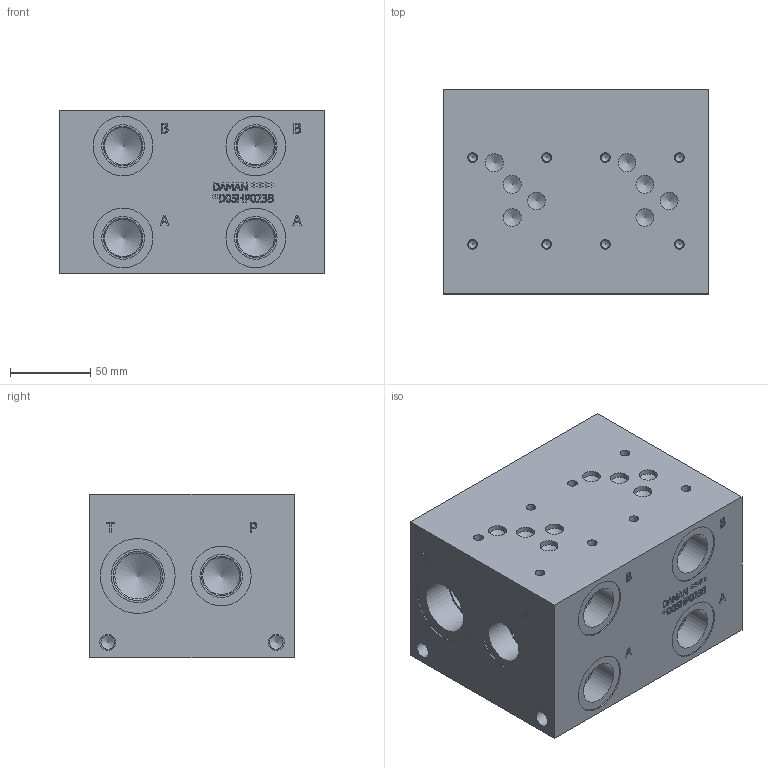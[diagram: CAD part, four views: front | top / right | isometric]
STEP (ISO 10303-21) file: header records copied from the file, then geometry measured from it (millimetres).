
FILE_DESCRIPTION(/* description */ (''),/* implementation_level */ '2;1');
FILE_NAME(/* name */ '_D05HP023B.stp',/* time_stamp */ '2021-06-23T15:43:17-04:00',/* author */ ('anthonyv'),/* organization */ (''),/* preprocessor_version */ 'ST-DEVELOPER v18.1',/* originating_system */ 'Autodesk Inventor 2021',/* authorisation */ '');
FILE_SCHEMA (('AUTOMOTIVE_DESIGN { 1 0 10303 214 3 1 1 }'));
Length unit declared in the file: millimetre
Products named in the file (1): Part_AD05HP023B_3D
Bounding box: 165.1 x 127 x 101.6 mm (x, y, z)
Volume: 1963206.5 mm3; surface area: 129450.6 mm2
Topology: 1 solids, 1 shells, 599 faces, 1643 edges, 1118 vertices
Faces by surface type: plane 350, bspline 149, cylinder 64, cone 36
Full cylindrical faces by diameter (mm): 5.004 x8, 5.994 x8, 8.509 x4, 10.008 x4, 11.113 x2, 11.125 x6, 23.012 x6, 24.409 x6, 26.543 x6, 28.575 x2, 30.632 x2, 32.995 x1, 33 x1, 37.109 x6, 46.558 x2
Entity records: 20167 total; most frequent: CARTESIAN_POINT 5270, ORIENTED_EDGE 3230, DIRECTION 2459, EDGE_CURVE 1615, VERTEX_POINT 1118, LINE 1077, VECTOR 1077, EDGE_LOOP 699
